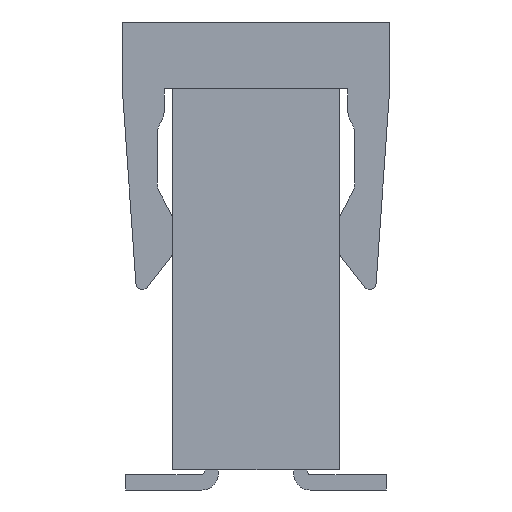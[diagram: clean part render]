
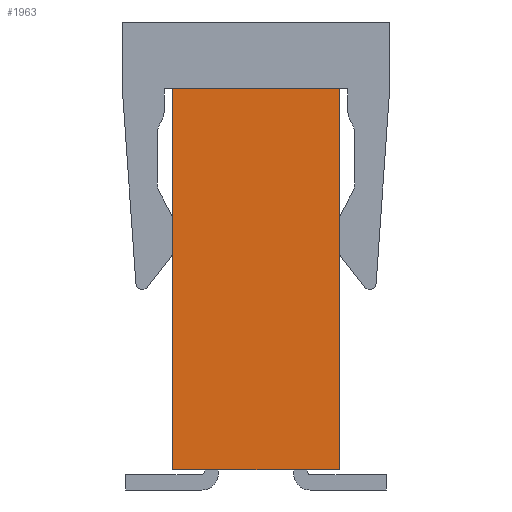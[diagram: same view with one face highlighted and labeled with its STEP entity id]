
A CAD part, left-side view. The second image highlights one B-rep face of the part: STEP entity #1963.
In plain terms, the highlighted planar face has unit normal (-1, 0, 0).
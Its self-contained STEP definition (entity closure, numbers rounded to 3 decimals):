
#1094=CARTESIAN_POINT('',(-12.9,-1.25,2.85));
#1095=VERTEX_POINT('',#1094);
#1105=CARTESIAN_POINT('',(-12.9,-1.25,-2.85));
#1106=VERTEX_POINT('',#1105);
#1107=CARTESIAN_POINT('',(-12.9,-1.25,2.85));
#1108=CARTESIAN_POINT('',(-12.9,-1.25,1.71));
#1109=CARTESIAN_POINT('',(-12.9,-1.25,0.57));
#1110=CARTESIAN_POINT('',(-12.9,-1.25,-0.57));
#1111=CARTESIAN_POINT('',(-12.9,-1.25,-1.71));
#1112=CARTESIAN_POINT('',(-12.9,-1.25,-2.85));
#1113=B_SPLINE_CURVE_WITH_KNOTS('',5,(#1107,#1108,#1109,#1110,#1111,#1112),.UNSPECIFIED.,.F.,.U.,(6,6),(0.,5.7),.UNSPECIFIED.);
#1114=EDGE_CURVE('',#1095,#1106,#1113,.T.);
#1139=CARTESIAN_POINT('',(-12.9,1.25,2.85));
#1140=VERTEX_POINT('',#1139);
#1141=CARTESIAN_POINT('',(-12.9,1.25,-2.85));
#1142=VERTEX_POINT('',#1141);
#1143=CARTESIAN_POINT('',(-12.9,1.25,2.85));
#1144=CARTESIAN_POINT('',(-12.9,1.25,1.71));
#1145=CARTESIAN_POINT('',(-12.9,1.25,0.57));
#1146=CARTESIAN_POINT('',(-12.9,1.25,-0.57));
#1147=CARTESIAN_POINT('',(-12.9,1.25,-1.71));
#1148=CARTESIAN_POINT('',(-12.9,1.25,-2.85));
#1149=B_SPLINE_CURVE_WITH_KNOTS('',5,(#1143,#1144,#1145,#1146,#1147,#1148),.UNSPECIFIED.,.F.,.U.,(6,6),(0.,5.7),.UNSPECIFIED.);
#1150=EDGE_CURVE('',#1140,#1142,#1149,.T.);
#1210=CARTESIAN_POINT('',(-12.9,-1.25,2.85));
#1211=CARTESIAN_POINT('',(-12.9,-0.75,2.85));
#1212=CARTESIAN_POINT('',(-12.9,-0.25,2.85));
#1213=CARTESIAN_POINT('',(-12.9,0.25,2.85));
#1214=CARTESIAN_POINT('',(-12.9,0.75,2.85));
#1215=CARTESIAN_POINT('',(-12.9,1.25,2.85));
#1216=B_SPLINE_CURVE_WITH_KNOTS('',5,(#1210,#1211,#1212,#1213,#1214,#1215),.UNSPECIFIED.,.F.,.U.,(6,6),(0.,2.5),.UNSPECIFIED.);
#1217=EDGE_CURVE('',#1095,#1140,#1216,.T.);
#1925=CARTESIAN_POINT('',(-12.9,0.,-0.041));
#1926=DIRECTION('',(0.,1.,0.));
#1927=DIRECTION('',(1.,0.,0.));
#1928=AXIS2_PLACEMENT_3D('',#1925,#1927,#1926);
#1929=PLANE('',#1928);
#1930=CARTESIAN_POINT('',(-12.9,-0.81,-2.85));
#1931=VERTEX_POINT('',#1930);
#1932=CARTESIAN_POINT('',(-12.9,-1.25,-2.85));
#1933=CARTESIAN_POINT('',(-12.9,-1.162,-2.85));
#1934=CARTESIAN_POINT('',(-12.9,-1.074,-2.85));
#1935=CARTESIAN_POINT('',(-12.9,-0.986,-2.85));
#1936=CARTESIAN_POINT('',(-12.9,-0.898,-2.85));
#1937=CARTESIAN_POINT('',(-12.9,-0.81,-2.85));
#1938=B_SPLINE_CURVE_WITH_KNOTS('',5,(#1932,#1933,#1934,#1935,#1936,#1937),.UNSPECIFIED.,.F.,.U.,(6,6),(0.,0.44),.UNSPECIFIED.);
#1939=EDGE_CURVE('',#1106,#1931,#1938,.T.);
#1940=ORIENTED_EDGE('',*,*,#1939,.T.);
#1941=CARTESIAN_POINT('',(-12.9,0.81,-2.85));
#1942=VERTEX_POINT('',#1941);
#1943=CARTESIAN_POINT('',(-12.9,-0.81,-2.85));
#1944=DIRECTION('',(0.,1.,0.));
#1945=VECTOR('',#1944,1.62);
#1946=LINE('',#1943,#1945);
#1947=EDGE_CURVE('',#1931,#1942,#1946,.T.);
#1948=ORIENTED_EDGE('',*,*,#1947,.T.);
#1949=CARTESIAN_POINT('',(-12.9,1.25,-2.85));
#1950=CARTESIAN_POINT('',(-12.9,1.162,-2.85));
#1951=CARTESIAN_POINT('',(-12.9,1.074,-2.85));
#1952=CARTESIAN_POINT('',(-12.9,0.986,-2.85));
#1953=CARTESIAN_POINT('',(-12.9,0.898,-2.85));
#1954=CARTESIAN_POINT('',(-12.9,0.81,-2.85));
#1955=B_SPLINE_CURVE_WITH_KNOTS('',5,(#1949,#1950,#1951,#1952,#1953,#1954),.UNSPECIFIED.,.F.,.U.,(6,6),(0.,0.44),.UNSPECIFIED.);
#1956=EDGE_CURVE('',#1142,#1942,#1955,.T.);
#1957=ORIENTED_EDGE('',*,*,#1956,.F.);
#1958=ORIENTED_EDGE('',*,*,#1150,.F.);
#1959=ORIENTED_EDGE('',*,*,#1217,.F.);
#1960=ORIENTED_EDGE('',*,*,#1114,.T.);
#1961=EDGE_LOOP('',(#1940,#1948,#1957,#1958,#1959,#1960));
#1962=FACE_OUTER_BOUND('',#1961,.F.);
#1963=ADVANCED_FACE('',(#1962),#1929,.F.);
